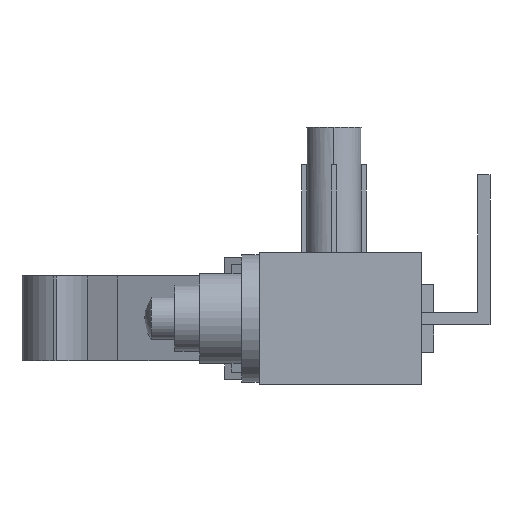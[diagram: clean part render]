
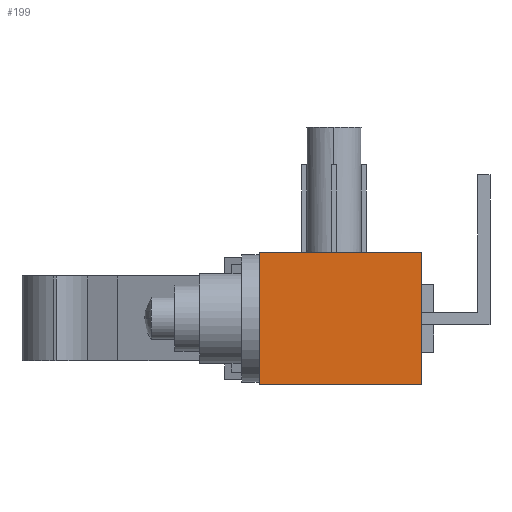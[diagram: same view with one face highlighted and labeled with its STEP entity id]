
A CAD part, left-side view. The second image highlights one B-rep face of the part: STEP entity #199.
In plain terms, the highlighted planar face has unit normal (-1, 0, 0).
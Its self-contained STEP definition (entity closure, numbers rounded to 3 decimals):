
#51 = EDGE_CURVE ( 'NONE', #629, #1192, #1325, .T. ) ;
#180 = EDGE_CURVE ( 'NONE', #898, #1192, #1621, .T. ) ;
#199 = ADVANCED_FACE ( 'NONE', ( #1687 ), #1688, .F. ) ;
#329 = ORIENTED_EDGE ( 'NONE', *, *, #51, .T. ) ;
#574 = EDGE_CURVE ( 'NONE', #5289, #629, #2950, .T. ) ;
#629 = VERTEX_POINT ( 'NONE', #3257 ) ;
#898 = VERTEX_POINT ( 'NONE', #2611 ) ;
#1062 = EDGE_CURVE ( 'NONE', #5289, #898, #1359, .T. ) ;
#1192 = VERTEX_POINT ( 'NONE', #2195 ) ;
#1325 = LINE ( 'NONE', #1326, #1327 ) ;
#1326 = CARTESIAN_POINT ( 'NONE',  ( -2.65, -3.5, 0. ) ) ;
#1327 = VECTOR ( 'NONE', #1328, 1000. ) ;
#1328 = DIRECTION ( 'NONE',  ( 0., 0., 1. ) ) ;
#1359 = LINE ( 'NONE', #1360, #1361 ) ;
#1360 = CARTESIAN_POINT ( 'NONE',  ( -2.65, 3., 0. ) ) ;
#1361 = VECTOR ( 'NONE', #1362, 1000. ) ;
#1362 = DIRECTION ( 'NONE',  ( 0., 0., 1. ) ) ;
#1621 = LINE ( 'NONE', #1622, #1623 ) ;
#1622 = CARTESIAN_POINT ( 'NONE',  ( -2.65, 3., 0. ) ) ;
#1623 = VECTOR ( 'NONE', #1624, 1000. ) ;
#1624 = DIRECTION ( 'NONE',  ( 0., -1., 0. ) ) ;
#1687 = FACE_OUTER_BOUND ( 'NONE', #5408, .T. ) ;
#1688 = PLANE ( 'NONE',  #1689 ) ;
#1689 = AXIS2_PLACEMENT_3D ( 'NONE', #1690, #1691, #1694 ) ;
#1690 = CARTESIAN_POINT ( 'NONE',  ( -2.65, 3., 0. ) ) ;
#1691 = DIRECTION ( 'NONE',  ( 1., 0., 0. ) ) ;
#1694 = DIRECTION ( 'NONE',  ( 0., 0., -1. ) ) ;
#2195 = CARTESIAN_POINT ( 'NONE',  ( -2.65, -3.5, 0. ) ) ;
#2219 = ORIENTED_EDGE ( 'NONE', *, *, #574, .T. ) ;
#2611 = CARTESIAN_POINT ( 'NONE',  ( -2.65, 3., 0. ) ) ;
#2950 = LINE ( 'NONE', #2951, #2952 ) ;
#2951 = CARTESIAN_POINT ( 'NONE',  ( -2.65, 3., -5.3 ) ) ;
#2952 = VECTOR ( 'NONE', #2953, 1000. ) ;
#2953 = DIRECTION ( 'NONE',  ( 0., -1., 0. ) ) ;
#3257 = CARTESIAN_POINT ( 'NONE',  ( -2.65, -3.5, -5.3 ) ) ;
#3388 = CARTESIAN_POINT ( 'NONE',  ( -2.65, 3., -5.3 ) ) ;
#5243 = ORIENTED_EDGE ( 'NONE', *, *, #1062, .F. ) ;
#5244 = ORIENTED_EDGE ( 'NONE', *, *, #180, .F. ) ;
#5289 = VERTEX_POINT ( 'NONE', #3388 ) ;
#5408 = EDGE_LOOP ( 'NONE', ( #2219, #329, #5244, #5243 ) ) ;
